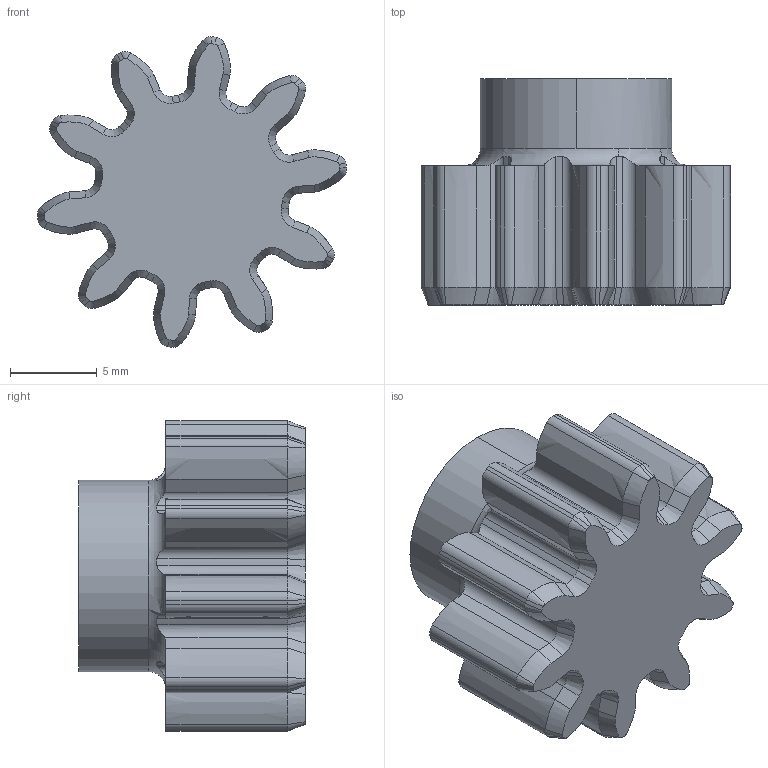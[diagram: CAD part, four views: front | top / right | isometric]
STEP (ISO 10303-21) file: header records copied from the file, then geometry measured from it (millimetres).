
FILE_DESCRIPTION((''),'2;1');
FILE_NAME('GEAR_10T','2024-11-14T08:40:13',('super'),(''),'CREO PARAMETRIC BY PTC INC, 2018300','CREO PARAMETRIC BY PTC INC, 2018300','');
FILE_SCHEMA(('CONFIG_CONTROL_DESIGN'));
Length unit declared in the file: millimetre
Products named in the file (1): GEAR_10T
Bounding box: 17.79 x 13 x 17.86 mm (x, y, z)
Volume: 1517.9 mm3; surface area: 1409.8 mm2
Topology: 1 solids, 1 shells, 221 faces, 552 edges, 334 vertices
Faces by surface type: cylinder 63, cone 61, plane 55, bspline 20, extrusion 20, torus 2
Entity records: 7761 total; most frequent: CARTESIAN_POINT 2601, ORIENTED_EDGE 1104, DIRECTION 1015, EDGE_CURVE 552, AXIS2_PLACEMENT_3D 364, VERTEX_POINT 334, VECTOR 287, LINE 267
